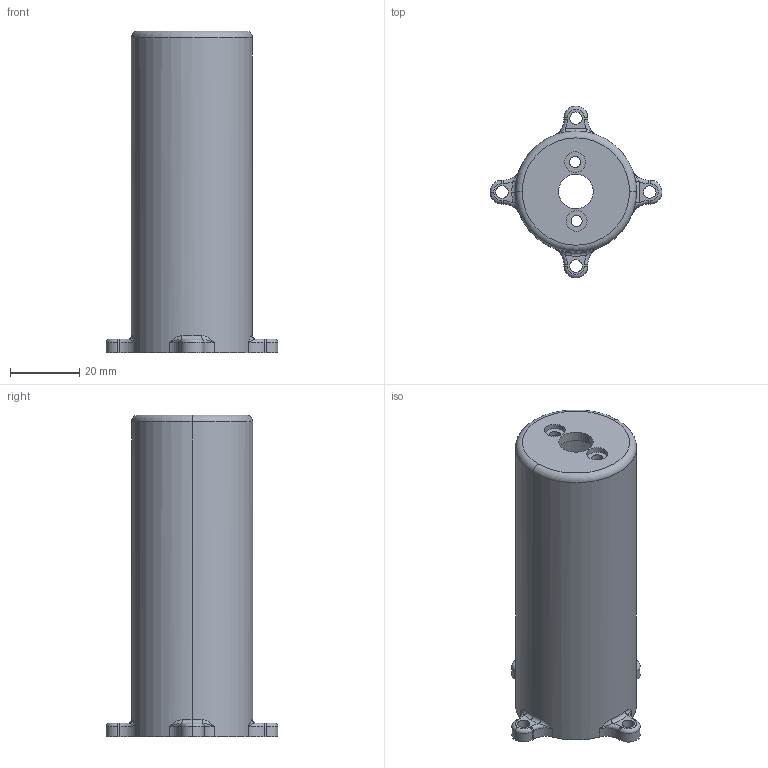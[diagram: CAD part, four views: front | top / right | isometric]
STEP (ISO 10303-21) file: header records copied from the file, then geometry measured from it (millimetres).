
FILE_DESCRIPTION (( 'STEP AP203' ), '1' );
FILE_NAME ('Motor Cover_Default_sldprt.STEP', '2025-11-03T17:15:53', ( '' ), ( '' ), 'SwSTEP 2.0', 'SolidWorks 2025', '' );
FILE_SCHEMA (( 'CONFIG_CONTROL_DESIGN' ));
Length unit declared in the file: millimetre
Products named in the file (1): Motor Cover_Default_sldprt
Bounding box: 49.67 x 49.67 x 93 mm (x, y, z)
Volume: 17320.7 mm3; surface area: 21672.1 mm2
Topology: 1 solids, 1 shells, 90 faces, 225 edges, 132 vertices
Faces by surface type: cylinder 43, torus 22, plane 17, bspline 8
Entity records: 3080 total; most frequent: CARTESIAN_POINT 832, DIRECTION 497, ORIENTED_EDGE 434, EDGE_CURVE 217, AXIS2_PLACEMENT_3D 213, VERTEX_POINT 132, CIRCLE 130, EDGE_LOOP 107
